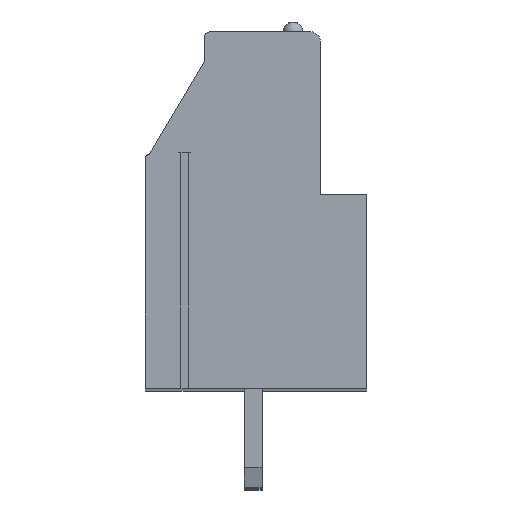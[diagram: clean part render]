
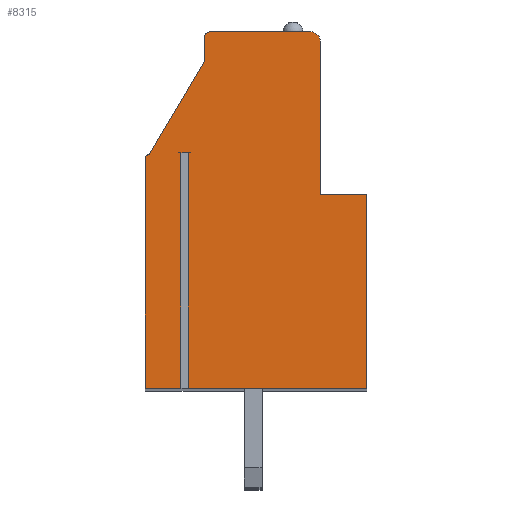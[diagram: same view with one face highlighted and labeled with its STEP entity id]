
A CAD part, top view. The second image highlights one B-rep face of the part: STEP entity #8315.
In plain terms, the highlighted planar face has unit normal (0, 0, 1).
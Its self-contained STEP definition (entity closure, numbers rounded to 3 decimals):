
#30=DIRECTION('',(-1.,0.,0.));
#31=VECTOR('',#30,0.38);
#32=CARTESIAN_POINT('',(-3.27,4.204,78.74));
#33=LINE('',#32,#31);
#34=DIRECTION('',(0.,1.,0.));
#35=VECTOR('',#34,11.9);
#36=CARTESIAN_POINT('',(-3.65,-7.696,78.74));
#37=LINE('',#36,#35);
#38=DIRECTION('',(1.,0.,0.));
#39=VECTOR('',#38,1.81);
#40=CARTESIAN_POINT('',(-5.46,-7.696,78.74));
#41=LINE('',#40,#39);
#42=DIRECTION('',(0.,-1.,0.));
#43=VECTOR('',#42,11.6);
#44=CARTESIAN_POINT('',(-5.46,3.904,78.74));
#45=LINE('',#44,#43);
#46=CARTESIAN_POINT('',(-5.26,3.904,78.74));
#47=DIRECTION('',(0.,0.,1.));
#48=DIRECTION('',(0.,1.,0.));
#49=AXIS2_PLACEMENT_3D('',#46,#47,#48);
#51=DIRECTION('',(-0.512,-0.859,0.));
#52=VECTOR('',#51,5.471);
#53=CARTESIAN_POINT('',(-2.46,8.804,78.74));
#54=LINE('',#53,#52);
#55=DIRECTION('',(0.,-1.,0.));
#56=VECTOR('',#55,1.2);
#57=CARTESIAN_POINT('',(-2.46,10.004,78.74));
#58=LINE('',#57,#56);
#59=CARTESIAN_POINT('',(-2.16,10.004,78.74));
#60=DIRECTION('',(0.,0.,1.));
#61=DIRECTION('',(0.,1.,0.));
#62=AXIS2_PLACEMENT_3D('',#59,#60,#61);
#64=DIRECTION('',(-1.,0.,0.));
#65=VECTOR('',#64,5.05);
#66=CARTESIAN_POINT('',(2.89,10.304,78.74));
#67=LINE('',#66,#65);
#68=CARTESIAN_POINT('',(2.89,9.804,78.74));
#69=DIRECTION('',(0.,0.,1.));
#70=DIRECTION('',(1.,0.,0.));
#71=AXIS2_PLACEMENT_3D('',#68,#69,#70);
#73=DIRECTION('',(0.,1.,0.));
#74=VECTOR('',#73,7.7);
#75=CARTESIAN_POINT('',(3.39,2.104,78.74));
#76=LINE('',#75,#74);
#77=DIRECTION('',(-1.,0.,0.));
#78=VECTOR('',#77,2.35);
#79=CARTESIAN_POINT('',(5.74,2.104,78.74));
#80=LINE('',#79,#78);
#81=DIRECTION('',(0.,1.,0.));
#82=VECTOR('',#81,9.8);
#83=CARTESIAN_POINT('',(5.74,-7.696,78.74));
#84=LINE('',#83,#82);
#85=DIRECTION('',(1.,0.,0.));
#86=VECTOR('',#85,9.01);
#87=CARTESIAN_POINT('',(-3.27,-7.696,78.74));
#88=LINE('',#87,#86);
#89=DIRECTION('',(0.,1.,0.));
#90=VECTOR('',#89,11.9);
#91=CARTESIAN_POINT('',(-3.27,-7.696,78.74));
#92=LINE('',#91,#90);
#6388=CARTESIAN_POINT('',(5.74,-7.696,78.74));
#6389=CARTESIAN_POINT('',(5.74,2.104,78.74));
#6390=VERTEX_POINT('',#6388);
#6391=VERTEX_POINT('',#6389);
#6392=CARTESIAN_POINT('',(3.39,2.104,78.74));
#6393=VERTEX_POINT('',#6392);
#6394=CARTESIAN_POINT('',(3.39,9.804,78.74));
#6395=VERTEX_POINT('',#6394);
#6396=CARTESIAN_POINT('',(2.89,10.304,78.74));
#6397=VERTEX_POINT('',#6396);
#6398=CARTESIAN_POINT('',(-2.16,10.304,78.74));
#6399=VERTEX_POINT('',#6398);
#6400=CARTESIAN_POINT('',(-2.46,10.004,78.74));
#6401=VERTEX_POINT('',#6400);
#6402=CARTESIAN_POINT('',(-2.46,8.804,78.74));
#6403=VERTEX_POINT('',#6402);
#6404=CARTESIAN_POINT('',(-5.26,4.104,78.74));
#6405=VERTEX_POINT('',#6404);
#6406=CARTESIAN_POINT('',(-5.46,3.904,78.74));
#6407=VERTEX_POINT('',#6406);
#6408=CARTESIAN_POINT('',(-5.46,-7.696,78.74));
#6409=VERTEX_POINT('',#6408);
#6490=CARTESIAN_POINT('',(-3.27,4.204,78.74));
#6491=CARTESIAN_POINT('',(-3.65,4.204,78.74));
#6492=VERTEX_POINT('',#6490);
#6493=VERTEX_POINT('',#6491);
#6494=CARTESIAN_POINT('',(-3.27,-7.696,78.74));
#6495=VERTEX_POINT('',#6494);
#6496=CARTESIAN_POINT('',(-3.65,-7.696,78.74));
#6497=VERTEX_POINT('',#6496);
#8278=CARTESIAN_POINT('',(0.,0.,78.74));
#8279=DIRECTION('',(0.,0.,1.));
#8280=DIRECTION('',(1.,0.,0.));
#8281=AXIS2_PLACEMENT_3D('',#8278,#8279,#8280);
#8282=PLANE('',#8281);
#8284=ORIENTED_EDGE('',*,*,#8283,.T.);
#8286=ORIENTED_EDGE('',*,*,#8285,.F.);
#8288=ORIENTED_EDGE('',*,*,#8287,.F.);
#8290=ORIENTED_EDGE('',*,*,#8289,.F.);
#8292=ORIENTED_EDGE('',*,*,#8291,.F.);
#8294=ORIENTED_EDGE('',*,*,#8293,.F.);
#8296=ORIENTED_EDGE('',*,*,#8295,.F.);
#8298=ORIENTED_EDGE('',*,*,#8297,.F.);
#8300=ORIENTED_EDGE('',*,*,#8299,.F.);
#8302=ORIENTED_EDGE('',*,*,#8301,.F.);
#8304=ORIENTED_EDGE('',*,*,#8303,.F.);
#8306=ORIENTED_EDGE('',*,*,#8305,.F.);
#8308=ORIENTED_EDGE('',*,*,#8307,.F.);
#8310=ORIENTED_EDGE('',*,*,#8309,.F.);
#8312=ORIENTED_EDGE('',*,*,#8311,.T.);
#8313=EDGE_LOOP('',(#8284,#8286,#8288,#8290,#8292,#8294,#8296,#8298,#8300,#8302,
#8304,#8306,#8308,#8310,#8312));
#8314=FACE_OUTER_BOUND('',#8313,.F.);
#50=CIRCLE('',#49,0.2);
#63=CIRCLE('',#62,0.3);
#72=CIRCLE('',#71,0.5);
#8283=EDGE_CURVE('',#6492,#6493,#33,.T.);
#8285=EDGE_CURVE('',#6497,#6493,#37,.T.);
#8287=EDGE_CURVE('',#6409,#6497,#41,.T.);
#8289=EDGE_CURVE('',#6407,#6409,#45,.T.);
#8291=EDGE_CURVE('',#6405,#6407,#50,.T.);
#8293=EDGE_CURVE('',#6403,#6405,#54,.T.);
#8295=EDGE_CURVE('',#6401,#6403,#58,.T.);
#8297=EDGE_CURVE('',#6399,#6401,#63,.T.);
#8299=EDGE_CURVE('',#6397,#6399,#67,.T.);
#8301=EDGE_CURVE('',#6395,#6397,#72,.T.);
#8303=EDGE_CURVE('',#6393,#6395,#76,.T.);
#8305=EDGE_CURVE('',#6391,#6393,#80,.T.);
#8307=EDGE_CURVE('',#6390,#6391,#84,.T.);
#8309=EDGE_CURVE('',#6495,#6390,#88,.T.);
#8311=EDGE_CURVE('',#6495,#6492,#92,.T.);
#8315=ADVANCED_FACE('',(#8314),#8282,.T.);
